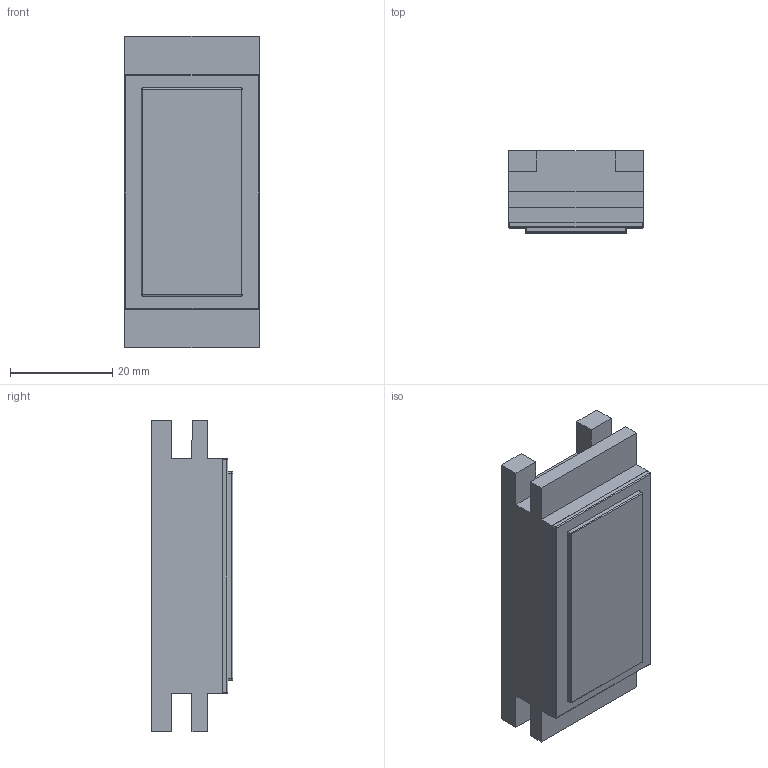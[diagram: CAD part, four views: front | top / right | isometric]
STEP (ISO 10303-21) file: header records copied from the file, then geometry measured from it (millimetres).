
FILE_DESCRIPTION(/* description */ (''),/* implementation_level */ '2;1');
FILE_NAME(/* name */ 'Weight Assembly.stp',/* time_stamp */ '2021-06-01T11:08:16-05:00',/* author */ ('Caleb'),/* organization */ (''),/* preprocessor_version */ 'ST-DEVELOPER v18.1',/* originating_system */ 'Autodesk Inventor 2022',/* authorisation */ '');
FILE_SCHEMA (('AUTOMOTIVE_DESIGN { 1 0 10303 214 3 1 1 }'));
Products named in the file (3): Weight Assembly; Stamp Body; Bottom Surface
Assembly tree (2 placements, depth 2):
  Weight Assembly
    Stamp Body
    Bottom Surface
Bounding box: 26.3 x 16 x 60.7 mm (x, y, z)
Volume: 20653.8 mm3; surface area: 8621.2 mm2
Topology: 2 solids, 2 shells, 71 faces, 162 edges, 100 vertices
Faces by surface type: plane 41, cylinder 20, sphere 8, torus 2
Full cylindrical faces by diameter (mm): 5 x4
Entity records: 2115 total; most frequent: DIRECTION 360, CARTESIAN_POINT 338, ORIENTED_EDGE 324, EDGE_CURVE 162, AXIS2_PLACEMENT_3D 122, LINE 116, VECTOR 116, VERTEX_POINT 100
